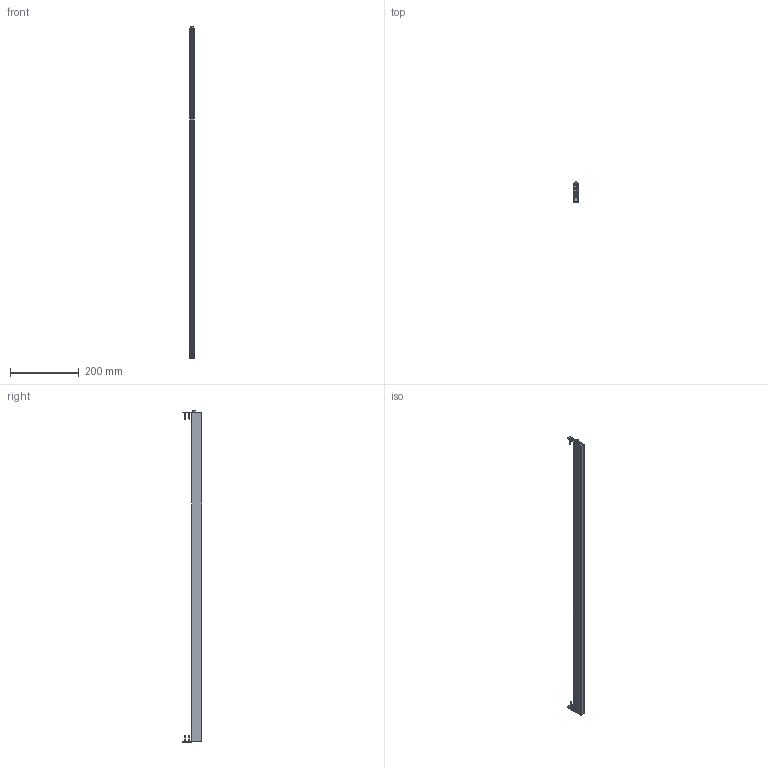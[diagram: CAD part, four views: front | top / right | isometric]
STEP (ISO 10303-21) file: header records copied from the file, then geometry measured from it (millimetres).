
FILE_DESCRIPTION (( 'STEP AP203' ), '1' );
FILE_NAME ('HS960_plus.STEP', '2024-12-31T08:29:19', ( '' ), ( '' ), 'SwSTEP 2.0', 'SolidWorks 2023', '' );
FILE_SCHEMA (( 'CONFIG_CONTROL_DESIGN' ));
Length unit declared in the file: millimetre
Products named in the file (6): Schraube d3x20_01; Betätigungsteil_HS; Haltewinkel_HS_01; Innengeometrie_HS_plus_960; HS960_plus; Aussengehäuse_HS_960
Assembly tree (9 placements, depth 2):
  HS960_plus
    Aussengehäuse_HS_960
    Betätigungsteil_HS
    Haltewinkel_HS_01  x2
    Schraube d3x20_01  x4
    Innengeometrie_HS_plus_960
Bounding box: 13.2 x 58.03 x 966 mm (x, y, z)
Volume: 214949.2 mm3; surface area: 259755.7 mm2
Topology: 24 solids, 24 shells, 1151 faces, 3179 edges, 2104 vertices
Faces by surface type: plane 533, bspline 502, cylinder 90, cone 24, torus 2
Entity records: 46283 total; most frequent: CARTESIAN_POINT 26289, ORIENTED_EDGE 4732, DIRECTION 2570, EDGE_CURVE 2366, VERTEX_POINT 1573, LINE 1464, VECTOR 1464, EDGE_LOOP 951
